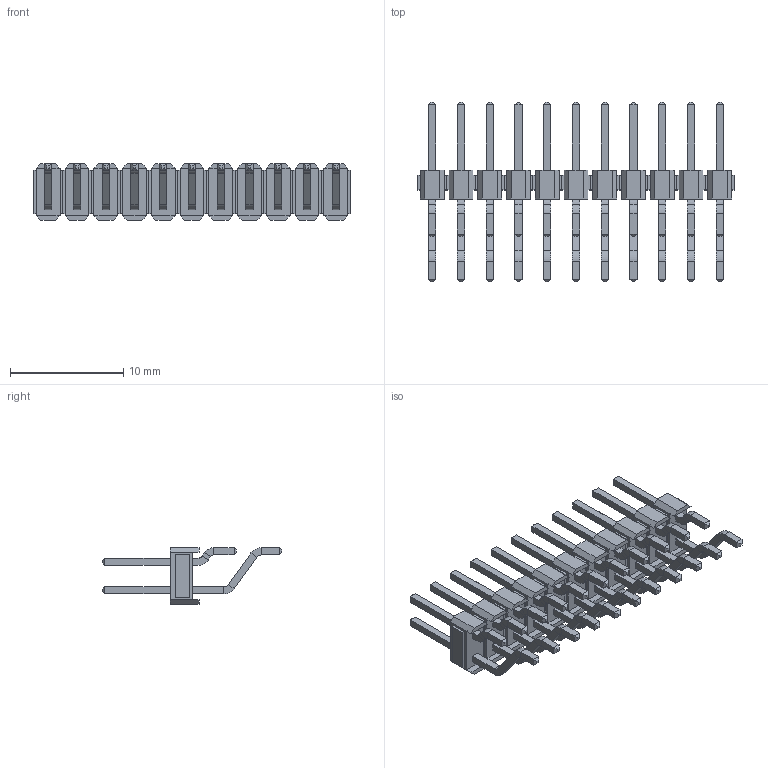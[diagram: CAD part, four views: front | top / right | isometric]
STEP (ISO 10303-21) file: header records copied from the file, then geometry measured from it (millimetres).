
FILE_DESCRIPTION (( 'STEP AP214' ), '1' );
FILE_NAME ('PLDR_SMD-22.STEP', '2019-06-30T12:06:40', ( '' ), ( '' ), 'SwSTEP 2.0', 'SolidWorks 2018', '' );
FILE_SCHEMA (( 'AUTOMOTIVE_DESIGN' ));
Length unit declared in the file: millimetre
Products named in the file (1): PLDR_SMD-22
Bounding box: 27.94 x 15.84 x 5 mm (x, y, z)
Volume: 370 mm3; surface area: 1326.5 mm2
Topology: 11 solids, 11 shells, 968 faces, 2156 edges, 1276 vertices
Faces by surface type: plane 858, cylinder 66, bspline 44
Entity records: 38166 total; most frequent: CARTESIAN_POINT 6227, ORIENTED_EDGE 4312, DIRECTION 4160, EDGE_CURVE 2156, LINE 1958, VECTOR 1958, VERTEX_POINT 1276, AXIS2_PLACEMENT_3D 1101
